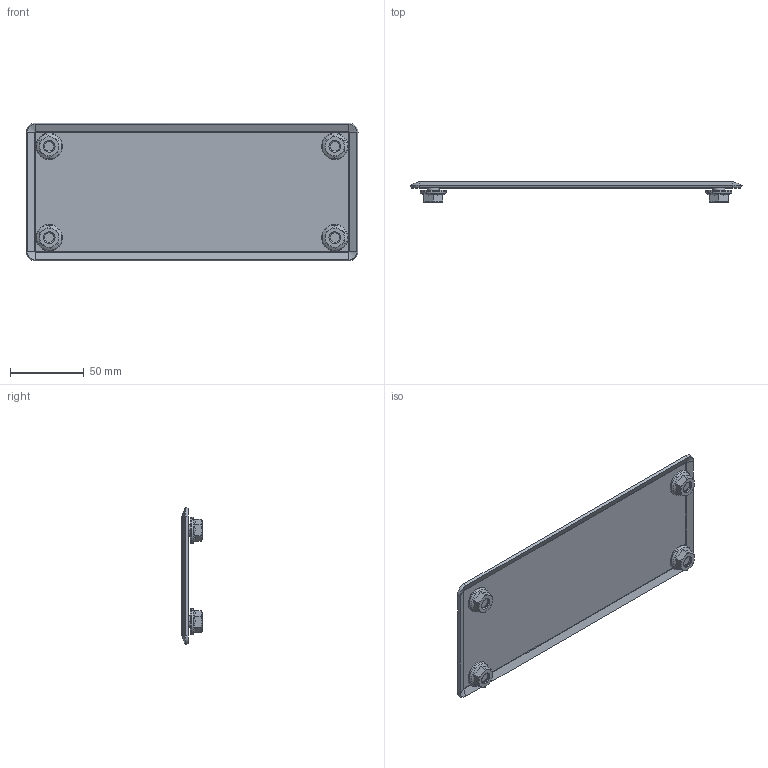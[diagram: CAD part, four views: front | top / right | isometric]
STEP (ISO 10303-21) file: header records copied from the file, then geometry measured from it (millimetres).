
FILE_DESCRIPTION((''),'2;1');
FILE_NAME('001338467_EH2_AL_IPS_ASM','2023-01-30T12:40:24',('klemen.sitar'),('Audax d.o.o.'),'CREO PARAMETRIC BY PTC INC, 2021304','CREO PARAMETRIC BY PTC INC, 2021304','');
FILE_SCHEMA(('AP242_MANAGED_MODEL_BASED_3D_ENGINEERING_MIM_LF { 1 0 10303 442 1 1 4 }'));
Length unit declared in the file: millimetre
Products named in the file (4): BP_1_1; PRT0010_1_1; ASM0001_ASM; 001338467_EH2_AL_IPS_ASM
Assembly tree (6 placements, depth 3):
  001338467_EH2_AL_IPS_ASM
    ASM0001_ASM
      BP_1_1
      PRT0010_1_1  x4
Bounding box: 225.48 x 13.6 x 93.48 mm (x, y, z)
Volume: 48215.5 mm3; surface area: 47160.5 mm2
Topology: 5 solids, 5 shells, 156 faces, 394 edges, 252 vertices
Faces by surface type: plane 54, cone 52, cylinder 28, sphere 8, torus 8, extrusion 4, bspline 2
Entity records: 3361 total; most frequent: CARTESIAN_POINT 641, DIRECTION 355, ORIENTED_EDGE 326, EDGE_CURVE 163, AXIS2_PLACEMENT_3D 142, PRESENTATION_STYLE_ASSIGNMENT 131, STYLED_ITEM 131, COLOUR_RGB 121
